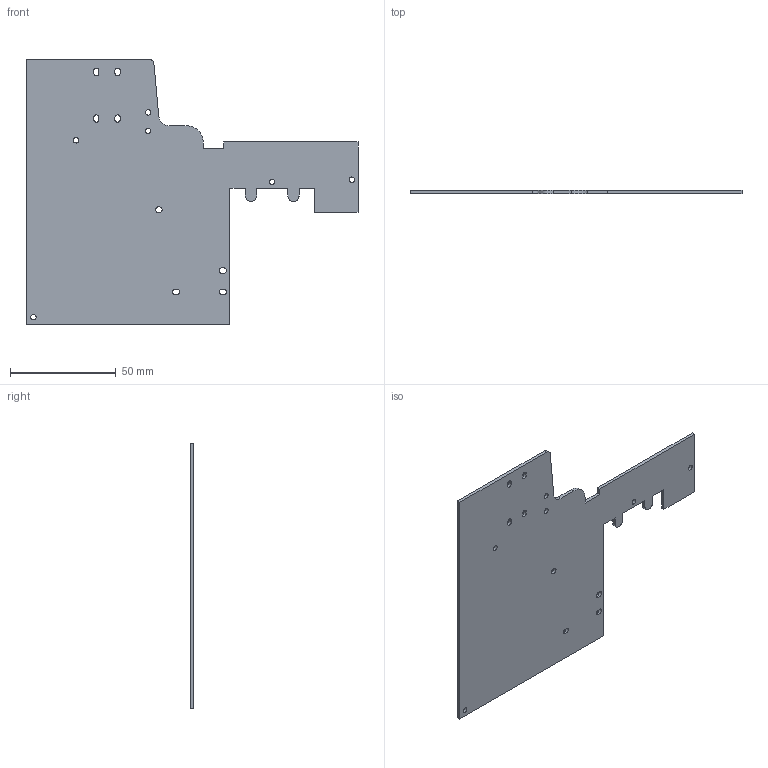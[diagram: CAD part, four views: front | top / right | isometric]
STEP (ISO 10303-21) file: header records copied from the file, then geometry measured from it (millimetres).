
FILE_DESCRIPTION(('FreeCAD Model'),'2;1');
FILE_NAME('PCB_old.step' ,'2021-01-19T21:10:35',('Author'),(''), 'Open CASCADE STEP processor 7.3','FreeCAD','Unknown');
FILE_SCHEMA(('AUTOMOTIVE_DESIGN { 1 0 10303 214 1 1 1 1 }'));
Length unit declared in the file: millimetre
Products named in the file (1): B-PCB
Bounding box: 156.63 x 1.6 x 125.2 mm (x, y, z)
Volume: 19748 mm3; surface area: 25854.9 mm2
Topology: 1 solids, 1 shells, 62 faces, 180 edges, 120 vertices
Faces by surface type: plane 36, cylinder 26
Full cylindrical faces by diameter (mm): 2.5 x4, 2.6 x2, 3 x1
Entity records: 4556 total; most frequent: CARTESIAN_POINT 910, DIRECTION 681, LINE 429, VECTOR 429, ORIENTED_EDGE 360, PCURVE 360, DEFINITIONAL_REPRESENTATION 360, EDGE_CURVE 180
